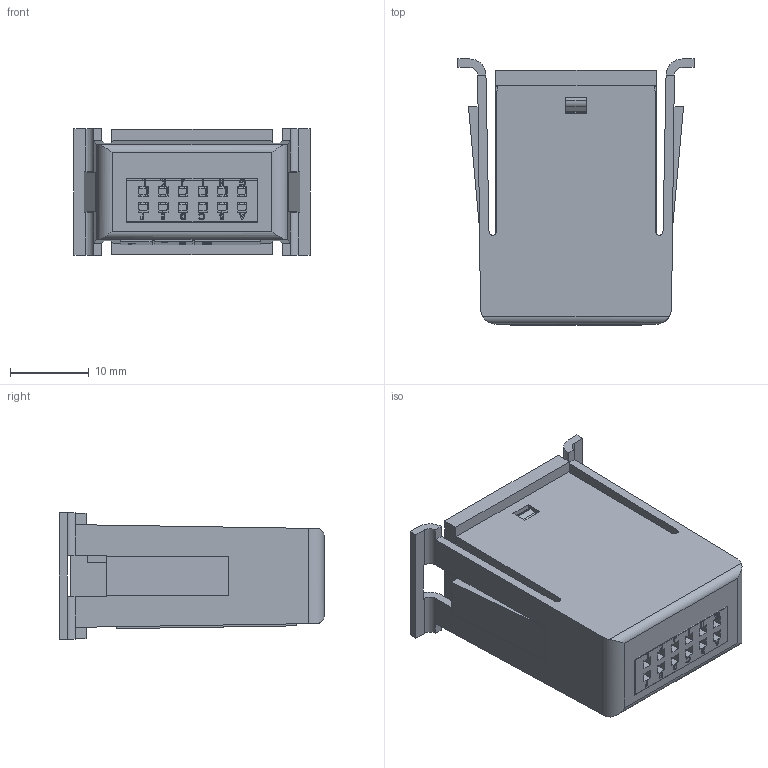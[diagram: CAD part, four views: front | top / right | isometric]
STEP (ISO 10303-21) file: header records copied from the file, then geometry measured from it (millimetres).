
FILE_DESCRIPTION (( 'STEP AP214' ), '1' );
FILE_NAME ('BE-04SB225.STEP', '2023-04-21T06:50:27', ( '' ), ( '' ), 'SwSTEP 2.0', 'SolidWorks 2021', '' );
FILE_SCHEMA (( 'AUTOMOTIVE_DESIGN' ));
Length unit declared in the file: millimetre
Products named in the file (6): BE-04SB225; SB-Top Decal; 102135-001_Semens-SB Cover; 102134-001_Semens-SB housing, Rating Plug; Siemens Rating plug board; SB-Front Decal
Assembly tree (5 placements, depth 2):
  BE-04SB225
    102134-001_Semens-SB housing, Rating Plug
    102135-001_Semens-SB Cover
    Siemens Rating plug board
    SB-Front Decal
    SB-Top Decal
Bounding box: 29.9 x 33.67 x 16.05 mm (x, y, z)
Volume: 5854.4 mm3; surface area: 9829.4 mm2
Topology: 5 solids, 5 shells, 1925 faces, 5168 edges, 3398 vertices
Faces by surface type: plane 1290, bspline 435, cylinder 152, torus 48
Entity records: 90802 total; most frequent: CARTESIAN_POINT 38168, ORIENTED_EDGE 10336, DIRECTION 7635, EDGE_CURVE 5168, LINE 3913, VECTOR 3913, VERTEX_POINT 3398, EDGE_LOOP 2128
